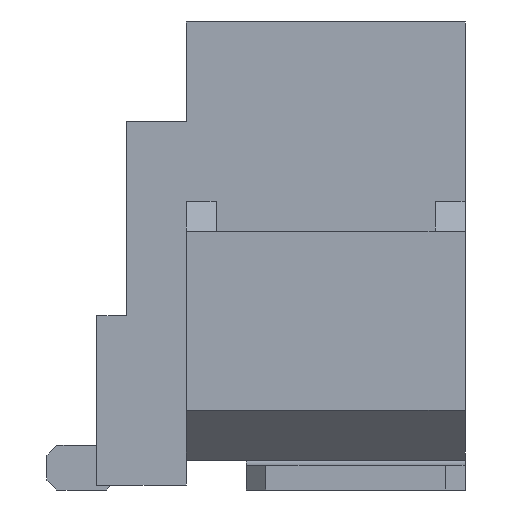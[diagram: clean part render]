
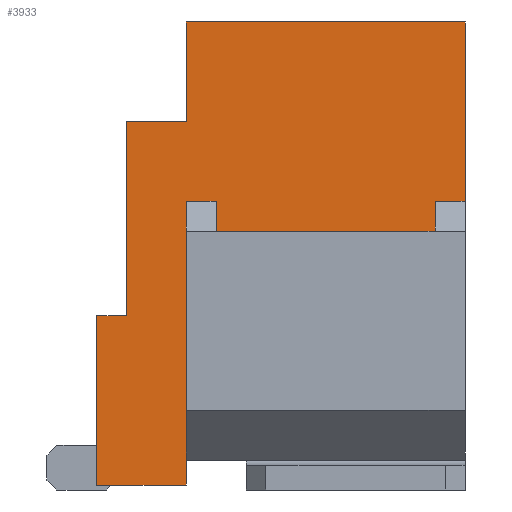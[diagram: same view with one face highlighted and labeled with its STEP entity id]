
A CAD part, left-side view. The second image highlights one B-rep face of the part: STEP entity #3933.
In plain terms, the highlighted planar face has unit normal (-1, 0, 0).
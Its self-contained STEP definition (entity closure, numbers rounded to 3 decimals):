
#58=FACE_OUTER_BOUND('',#265,.T.);
#265=EDGE_LOOP('',(#2782,#2783,#2784,#2785,#2786,#2787,#2788,#2789,#2790,
#2791,#2792,#2793,#2794,#2795,#2796));
#491=LINE('',#5408,#1038);
#497=LINE('',#5420,#1044);
#502=LINE('',#5431,#1049);
#527=LINE('',#5479,#1074);
#618=LINE('',#5663,#1165);
#661=LINE('',#5755,#1208);
#684=LINE('',#5794,#1231);
#699=LINE('',#5820,#1246);
#700=LINE('',#5822,#1247);
#701=LINE('',#5823,#1248);
#702=LINE('',#5825,#1249);
#703=LINE('',#5826,#1250);
#704=LINE('',#5828,#1251);
#705=LINE('',#5829,#1252);
#706=LINE('',#5830,#1253);
#1038=VECTOR('',#4392,1.);
#1044=VECTOR('',#4400,1.);
#1049=VECTOR('',#4407,1.);
#1074=VECTOR('',#4442,1.);
#1165=VECTOR('',#4559,1.);
#1208=VECTOR('',#4612,1.);
#1231=VECTOR('',#4639,1.);
#1246=VECTOR('',#4658,1.);
#1247=VECTOR('',#4659,1.);
#1248=VECTOR('',#4660,1.);
#1249=VECTOR('',#4661,1.);
#1250=VECTOR('',#4662,1.);
#1251=VECTOR('',#4663,1.);
#1252=VECTOR('',#4664,1.);
#1253=VECTOR('',#4665,1.);
#1584=VERTEX_POINT('',#5405);
#1585=VERTEX_POINT('',#5407);
#1590=VERTEX_POINT('',#5419);
#1594=VERTEX_POINT('',#5428);
#1595=VERTEX_POINT('',#5430);
#1613=VERTEX_POINT('',#5477);
#1664=VERTEX_POINT('',#5602);
#1692=VERTEX_POINT('',#5660);
#1693=VERTEX_POINT('',#5662);
#1737=VERTEX_POINT('',#5753);
#1751=VERTEX_POINT('',#5792);
#1760=VERTEX_POINT('',#5819);
#1761=VERTEX_POINT('',#5821);
#1762=VERTEX_POINT('',#5824);
#1763=VERTEX_POINT('',#5827);
#1957=EDGE_CURVE('',#1584,#1585,#491,.T.);
#1963=EDGE_CURVE('',#1590,#1585,#497,.T.);
#1968=EDGE_CURVE('',#1595,#1594,#502,.T.);
#1993=EDGE_CURVE('',#1613,#1584,#527,.T.);
#2086=EDGE_CURVE('',#1692,#1693,#618,.T.);
#2133=EDGE_CURVE('',#1613,#1737,#661,.T.);
#2156=EDGE_CURVE('',#1751,#1692,#684,.T.);
#2171=EDGE_CURVE('',#1594,#1760,#699,.T.);
#2172=EDGE_CURVE('',#1761,#1760,#700,.T.);
#2173=EDGE_CURVE('',#1590,#1761,#701,.T.);
#2174=EDGE_CURVE('',#1762,#1737,#702,.T.);
#2175=EDGE_CURVE('',#1762,#1693,#703,.T.);
#2176=EDGE_CURVE('',#1763,#1751,#704,.T.);
#2177=EDGE_CURVE('',#1763,#1664,#705,.T.);
#2178=EDGE_CURVE('',#1664,#1595,#706,.T.);
#2782=ORIENTED_EDGE('',*,*,#1968,.T.);
#2783=ORIENTED_EDGE('',*,*,#2171,.T.);
#2784=ORIENTED_EDGE('',*,*,#2172,.F.);
#2785=ORIENTED_EDGE('',*,*,#2173,.F.);
#2786=ORIENTED_EDGE('',*,*,#1963,.T.);
#2787=ORIENTED_EDGE('',*,*,#1957,.F.);
#2788=ORIENTED_EDGE('',*,*,#1993,.F.);
#2789=ORIENTED_EDGE('',*,*,#2133,.T.);
#2790=ORIENTED_EDGE('',*,*,#2174,.F.);
#2791=ORIENTED_EDGE('',*,*,#2175,.T.);
#2792=ORIENTED_EDGE('',*,*,#2086,.F.);
#2793=ORIENTED_EDGE('',*,*,#2156,.F.);
#2794=ORIENTED_EDGE('',*,*,#2176,.F.);
#2795=ORIENTED_EDGE('',*,*,#2177,.T.);
#2796=ORIENTED_EDGE('',*,*,#2178,.T.);
#3631=PLANE('',#4156);
#3933=ADVANCED_FACE('',(#58),#3631,.F.);
#4156=AXIS2_PLACEMENT_3D('',#5818,#4656,#4657);
#4392=DIRECTION('',(0.,0.,-1.));
#4400=DIRECTION('',(0.,-1.,0.));
#4407=DIRECTION('',(0.,-1.,0.));
#4442=DIRECTION('',(0.,-1.,0.));
#4559=DIRECTION('',(0.,-1.,0.));
#4612=DIRECTION('',(0.,0.,-1.));
#4639=DIRECTION('',(0.,0.,1.));
#4656=DIRECTION('center_axis',(1.,0.,0.));
#4657=DIRECTION('ref_axis',(0.,-1.,0.));
#4658=DIRECTION('',(0.,0.,-1.));
#4659=DIRECTION('',(0.,1.,0.));
#4660=DIRECTION('',(0.,0.,-1.));
#4661=DIRECTION('',(0.,-1.,0.));
#4662=DIRECTION('',(0.,0.,-1.));
#4663=DIRECTION('',(0.,1.,0.));
#4664=DIRECTION('',(0.,0.,1.));
#4665=DIRECTION('',(0.,0.,1.));
#5405=CARTESIAN_POINT('',(-4.625,-0.8,4.7));
#5407=CARTESIAN_POINT('',(-4.625,-0.8,2.9));
#5408=CARTESIAN_POINT('',(-4.625,-0.8,4.7));
#5419=CARTESIAN_POINT('',(-4.625,-0.5,2.9));
#5420=CARTESIAN_POINT('',(-4.625,2.,2.9));
#5428=CARTESIAN_POINT('',(-4.625,1.7,2.9));
#5430=CARTESIAN_POINT('',(-4.625,2.,2.9));
#5431=CARTESIAN_POINT('',(-4.625,2.,2.9));
#5477=CARTESIAN_POINT('',(-4.625,2.,4.7));
#5479=CARTESIAN_POINT('',(-4.625,-0.4,4.7));
#5602=CARTESIAN_POINT('',(-4.625,2.,0.3));
#5660=CARTESIAN_POINT('',(-4.625,2.9,1.75));
#5662=CARTESIAN_POINT('',(-4.625,2.6,1.75));
#5663=CARTESIAN_POINT('',(-4.625,2.9,1.75));
#5753=CARTESIAN_POINT('',(-4.625,2.,3.7));
#5755=CARTESIAN_POINT('',(-4.625,2.,30.955));
#5792=CARTESIAN_POINT('',(-4.625,2.9,0.05));
#5794=CARTESIAN_POINT('',(-4.625,2.9,0.3));
#5818=CARTESIAN_POINT('Origin',(-4.625,-0.8,5.7));
#5819=CARTESIAN_POINT('',(-4.625,1.7,2.1));
#5820=CARTESIAN_POINT('',(-4.625,1.7,2.95));
#5821=CARTESIAN_POINT('',(-4.625,-0.5,2.1));
#5822=CARTESIAN_POINT('',(-4.625,-0.5,2.1));
#5823=CARTESIAN_POINT('',(-4.625,-0.5,2.95));
#5824=CARTESIAN_POINT('',(-4.625,2.6,3.7));
#5825=CARTESIAN_POINT('',(-4.625,2.6,3.7));
#5826=CARTESIAN_POINT('',(-4.625,2.6,3.7));
#5827=CARTESIAN_POINT('',(-4.625,2.,0.05));
#5828=CARTESIAN_POINT('',(-4.625,2.,0.05));
#5829=CARTESIAN_POINT('',(-4.625,2.,0.05));
#5830=CARTESIAN_POINT('',(-4.625,2.,0.3));
